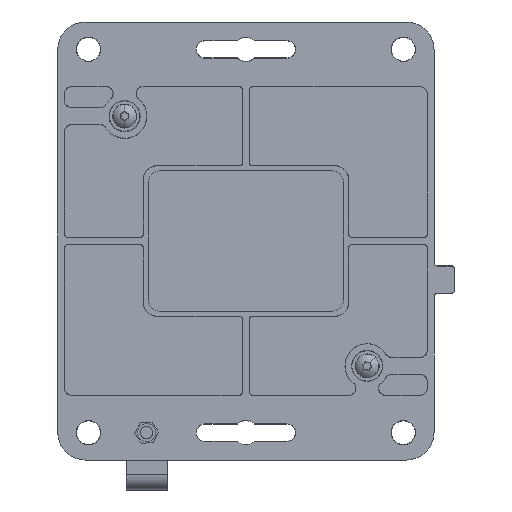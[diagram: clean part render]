
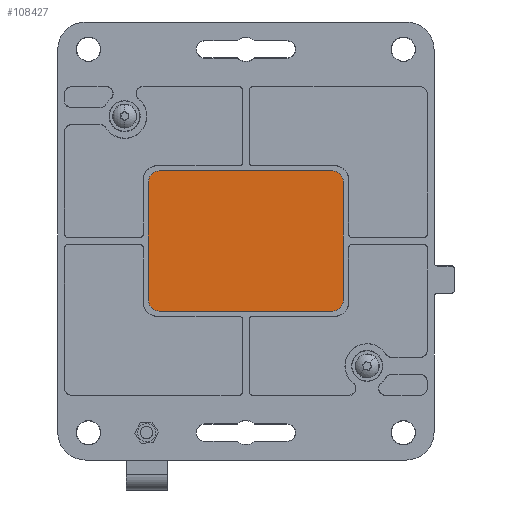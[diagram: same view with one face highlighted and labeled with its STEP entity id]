
A CAD part, front view. The second image highlights one B-rep face of the part: STEP entity #108427.
In plain terms, the highlighted planar face has unit normal (0, -1, 0).
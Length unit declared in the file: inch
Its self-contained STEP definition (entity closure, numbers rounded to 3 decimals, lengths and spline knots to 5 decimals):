
#2460 = PLANE ( 'NONE',  #77154 ) ;
#2476 = CARTESIAN_POINT ( 'NONE',  ( 0.79, -0.055, 0.54 ) ) ;
#2488 = FACE_OUTER_BOUND ( 'NONE', #12830, .T. ) ;
#2495 = DIRECTION ( 'NONE',  ( 0., 1., 0. ) ) ;
#2498 = DIRECTION ( 'NONE',  ( 0., 0., 1. ) ) ;
#9693 = VECTOR ( 'NONE', #20252, 39.37008 ) ;
#12461 = VERTEX_POINT ( 'NONE', #142210 ) ;
#12472 = VERTEX_POINT ( 'NONE', #142225 ) ;
#12543 = VERTEX_POINT ( 'NONE', #142294 ) ;
#12756 = VERTEX_POINT ( 'NONE', #142433 ) ;
#12830 = EDGE_LOOP ( 'NONE', ( #118526, #118525, #118524, #118523, #118522, #118521, #118520, #118519 ) ) ;
#12918 = VERTEX_POINT ( 'NONE', #142507 ) ;
#13123 = VERTEX_POINT ( 'NONE', #142764 ) ;
#13124 = VERTEX_POINT ( 'NONE', #142765 ) ;
#20018 = VERTEX_POINT ( 'NONE', #142901 ) ;
#20228 = LINE ( 'NONE', #20248, #9693 ) ;
#20248 = CARTESIAN_POINT ( 'NONE',  ( -0.79, -0.055, 0.63983 ) ) ;
#20252 = DIRECTION ( 'NONE',  ( -1., 0., 0. ) ) ;
#27027 = CIRCLE ( 'NONE', #28695, 0.09983 ) ;
#28086 = AXIS2_PLACEMENT_3D ( 'NONE', #32203, #32206, #32208 ) ;
#28088 = CIRCLE ( 'NONE', #28086, 0.09983 ) ;
#28418 = AXIS2_PLACEMENT_3D ( 'NONE', #33348, #33351, #33354 ) ;
#28428 = CIRCLE ( 'NONE', #28418, 0.09983 ) ;
#28452 = VECTOR ( 'NONE', #33137, 39.37008 ) ;
#28536 = AXIS2_PLACEMENT_3D ( 'NONE', #32645, #32648, #32651 ) ;
#28538 = CIRCLE ( 'NONE', #28536, 0.09983 ) ;
#28695 = AXIS2_PLACEMENT_3D ( 'NONE', #33700, #33701, #33702 ) ;
#32203 = CARTESIAN_POINT ( 'NONE',  ( -0.79, -0.055, -0.54 ) ) ;
#32206 = DIRECTION ( 'NONE',  ( 0., -1., 0. ) ) ;
#32208 = DIRECTION ( 'NONE',  ( 0., 0., 1. ) ) ;
#32645 = CARTESIAN_POINT ( 'NONE',  ( 0.79, -0.055, -0.54 ) ) ;
#32648 = DIRECTION ( 'NONE',  ( 0., -1., 0. ) ) ;
#32651 = DIRECTION ( 'NONE',  ( 0., 0., 1. ) ) ;
#33112 = CARTESIAN_POINT ( 'NONE',  ( 0.88983, -0.055, -0.54 ) ) ;
#33126 = LINE ( 'NONE', #33112, #28452 ) ;
#33137 = DIRECTION ( 'NONE',  ( 0., 0., 1. ) ) ;
#33348 = CARTESIAN_POINT ( 'NONE',  ( 0.79, -0.055, 0.54 ) ) ;
#33351 = DIRECTION ( 'NONE',  ( 0., -1., 0. ) ) ;
#33354 = DIRECTION ( 'NONE',  ( 0., 0., 1. ) ) ;
#33700 = CARTESIAN_POINT ( 'NONE',  ( -0.79, -0.055, 0.54 ) ) ;
#33701 = DIRECTION ( 'NONE',  ( 0., -1., 0. ) ) ;
#33702 = DIRECTION ( 'NONE',  ( 0., 0., 1. ) ) ;
#58563 = LINE ( 'NONE', #58568, #78763 ) ;
#58568 = CARTESIAN_POINT ( 'NONE',  ( -0.88983, -0.055, -0.54 ) ) ;
#58572 = DIRECTION ( 'NONE',  ( 0., 0., -1. ) ) ;
#64535 = LINE ( 'NONE', #64559, #78237 ) ;
#64559 = CARTESIAN_POINT ( 'NONE',  ( -0.79, -0.055, -0.63983 ) ) ;
#64562 = DIRECTION ( 'NONE',  ( 1., 0., 0. ) ) ;
#70264 = EDGE_CURVE ( 'NONE', #12461, #12756, #27027, .T. ) ;
#71050 = EDGE_CURVE ( 'NONE', #20018, #13124, #28538, .T. ) ;
#71179 = EDGE_CURVE ( 'NONE', #13124, #13123, #33126, .T. ) ;
#71226 = EDGE_CURVE ( 'NONE', #13123, #12472, #28428, .T. ) ;
#71714 = EDGE_CURVE ( 'NONE', #12543, #12918, #28088, .T. ) ;
#77154 = AXIS2_PLACEMENT_3D ( 'NONE', #2476, #2495, #2498 ) ;
#78237 = VECTOR ( 'NONE', #64562, 39.37008 ) ;
#78763 = VECTOR ( 'NONE', #58572, 39.37008 ) ;
#90358 = EDGE_CURVE ( 'NONE', #12472, #12461, #20228, .T. ) ;
#108427 = ADVANCED_FACE ( 'NONE', ( #2488 ), #2460, .F. ) ;
#118519 = ORIENTED_EDGE ( 'NONE', *, *, #71179, .T. ) ;
#118520 = ORIENTED_EDGE ( 'NONE', *, *, #71050, .T. ) ;
#118521 = ORIENTED_EDGE ( 'NONE', *, *, #144979, .T. ) ;
#118522 = ORIENTED_EDGE ( 'NONE', *, *, #71714, .T. ) ;
#118523 = ORIENTED_EDGE ( 'NONE', *, *, #145249, .T. ) ;
#118524 = ORIENTED_EDGE ( 'NONE', *, *, #70264, .T. ) ;
#118525 = ORIENTED_EDGE ( 'NONE', *, *, #90358, .T. ) ;
#118526 = ORIENTED_EDGE ( 'NONE', *, *, #71226, .T. ) ;
#142210 = CARTESIAN_POINT ( 'NONE',  ( -0.79, -0.055, 0.63983 ) ) ;
#142225 = CARTESIAN_POINT ( 'NONE',  ( 0.79, -0.055, 0.63983 ) ) ;
#142294 = CARTESIAN_POINT ( 'NONE',  ( -0.88983, -0.055, -0.54 ) ) ;
#142433 = CARTESIAN_POINT ( 'NONE',  ( -0.88983, -0.055, 0.54 ) ) ;
#142507 = CARTESIAN_POINT ( 'NONE',  ( -0.79, -0.055, -0.63983 ) ) ;
#142764 = CARTESIAN_POINT ( 'NONE',  ( 0.88983, -0.055, 0.54 ) ) ;
#142765 = CARTESIAN_POINT ( 'NONE',  ( 0.88983, -0.055, -0.54 ) ) ;
#142901 = CARTESIAN_POINT ( 'NONE',  ( 0.79, -0.055, -0.63983 ) ) ;
#144979 = EDGE_CURVE ( 'NONE', #12918, #20018, #64535, .T. ) ;
#145249 = EDGE_CURVE ( 'NONE', #12756, #12543, #58563, .T. ) ;
